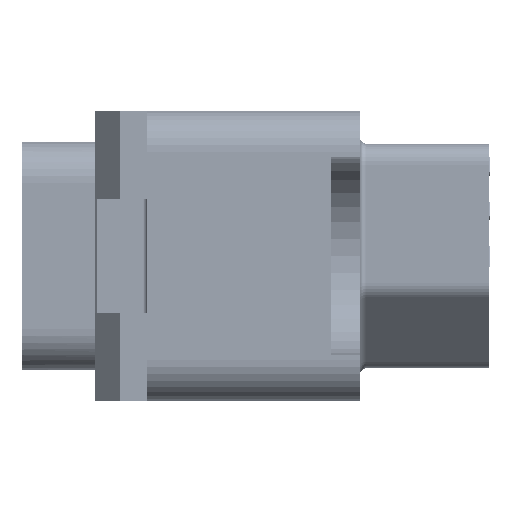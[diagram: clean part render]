
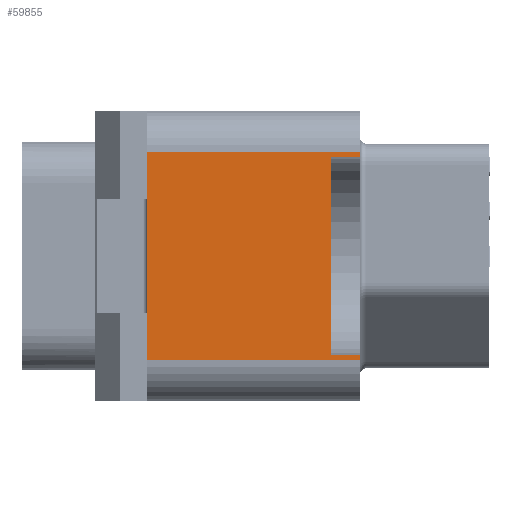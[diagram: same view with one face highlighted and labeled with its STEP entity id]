
A CAD part, left-side view. The second image highlights one B-rep face of the part: STEP entity #59855.
In plain terms, the highlighted planar face has unit normal (-1, 0, 0).
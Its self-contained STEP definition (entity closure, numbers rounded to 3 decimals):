
#454=DIRECTION('',(0.,0.,-1.));
#455=VECTOR('',#454,10.);
#456=CARTESIAN_POINT('',(-40.,10.25,5.));
#457=LINE('',#456,#455);
#557=DIRECTION('',(0.,-1.,0.));
#558=VECTOR('',#557,10.25);
#559=CARTESIAN_POINT('',(-40.,10.25,5.));
#560=LINE('',#559,#558);
#852=DIRECTION('',(0.,1.,0.));
#853=VECTOR('',#852,10.25);
#854=CARTESIAN_POINT('',(-40.,0.,-5.));
#855=LINE('',#854,#853);
#861=DIRECTION('',(0.,0.,1.));
#862=VECTOR('',#861,9.5);
#863=CARTESIAN_POINT('',(-40.,1.4,-4.75));
#864=LINE('',#863,#862);
#865=DIRECTION('',(0.,1.,0.));
#866=VECTOR('',#865,1.4);
#867=CARTESIAN_POINT('',(-40.,0.,-4.75));
#868=LINE('',#867,#866);
#869=DIRECTION('',(0.,0.,-1.));
#870=VECTOR('',#869,0.25);
#871=CARTESIAN_POINT('',(-40.,0.,-4.75));
#872=LINE('',#871,#870);
#873=DIRECTION('',(0.,0.,-1.));
#874=VECTOR('',#873,0.25);
#875=CARTESIAN_POINT('',(-40.,0.,5.));
#876=LINE('',#875,#874);
#877=DIRECTION('',(0.,1.,0.));
#878=VECTOR('',#877,1.4);
#879=CARTESIAN_POINT('',(-40.,0.,4.75));
#880=LINE('',#879,#878);
#46737=CARTESIAN_POINT('',(-40.,0.,5.));
#46738=VERTEX_POINT('',#46737);
#46739=CARTESIAN_POINT('',(-40.,10.25,5.));
#46740=VERTEX_POINT('',#46739);
#46745=CARTESIAN_POINT('',(-40.,10.25,-5.));
#46746=VERTEX_POINT('',#46745);
#46747=CARTESIAN_POINT('',(-40.,0.,-5.));
#46748=VERTEX_POINT('',#46747);
#46765=CARTESIAN_POINT('',(-40.,0.,-4.75));
#46767=VERTEX_POINT('',#46765);
#46771=CARTESIAN_POINT('',(-40.,0.,4.75));
#46772=VERTEX_POINT('',#46771);
#46773=CARTESIAN_POINT('',(-40.,1.4,-4.75));
#46774=CARTESIAN_POINT('',(-40.,1.4,4.75));
#46775=VERTEX_POINT('',#46773);
#46776=VERTEX_POINT('',#46774);
#59837=CARTESIAN_POINT('',(-40.,0.,7.));
#59838=DIRECTION('',(-1.,0.,0.));
#59839=DIRECTION('',(0.,1.,0.));
#59840=AXIS2_PLACEMENT_3D('',#59837,#59838,#59839);
#59841=PLANE('',#59840);
#59843=ORIENTED_EDGE('',*,*,#59842,.F.);
#59845=ORIENTED_EDGE('',*,*,#59844,.F.);
#59846=ORIENTED_EDGE('',*,*,#59410,.T.);
#59847=ORIENTED_EDGE('',*,*,#59831,.T.);
#59848=ORIENTED_EDGE('',*,*,#59305,.F.);
#59849=ORIENTED_EDGE('',*,*,#59387,.T.);
#59850=ORIENTED_EDGE('',*,*,#59418,.T.);
#59852=ORIENTED_EDGE('',*,*,#59851,.T.);
#59853=EDGE_LOOP('',(#59843,#59845,#59846,#59847,#59848,#59849,#59850,#59852));
#59854=FACE_OUTER_BOUND('',#59853,.F.);
#59855=ADVANCED_FACE('',(#59854),#59841,.T.);
#59305=EDGE_CURVE('',#46740,#46746,#457,.T.);
#59387=EDGE_CURVE('',#46740,#46738,#560,.T.);
#59410=EDGE_CURVE('',#46767,#46748,#872,.T.);
#59418=EDGE_CURVE('',#46738,#46772,#876,.T.);
#59831=EDGE_CURVE('',#46748,#46746,#855,.T.);
#59842=EDGE_CURVE('',#46775,#46776,#864,.T.);
#59844=EDGE_CURVE('',#46767,#46775,#868,.T.);
#59851=EDGE_CURVE('',#46772,#46776,#880,.T.);
